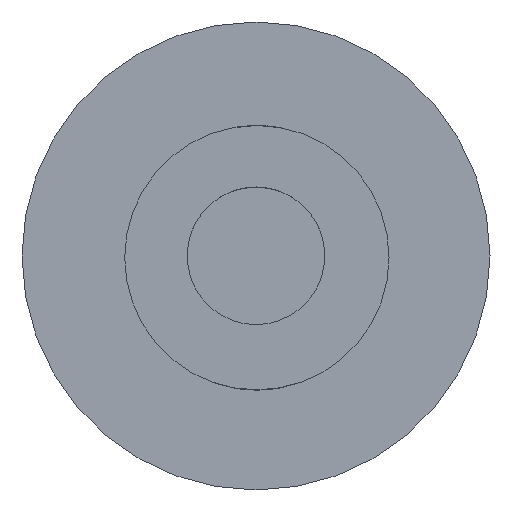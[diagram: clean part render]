
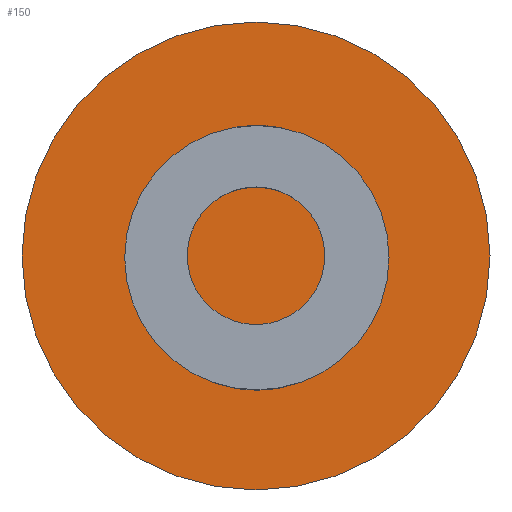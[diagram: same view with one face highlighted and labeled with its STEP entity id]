
A CAD part, top view. The second image highlights one B-rep face of the part: STEP entity #150.
In plain terms, the highlighted planar face has unit normal (0, 0, 1).
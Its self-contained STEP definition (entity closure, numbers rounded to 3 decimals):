
#22=PLANE('',#180);
#42=FACE_OUTER_BOUND('',#57,.T.);
#57=EDGE_LOOP('',(#133));
#74=CIRCLE('',#181,8.498);
#86=VERTEX_POINT('',#392);
#102=EDGE_CURVE('',#86,#86,#74,.T.);
#133=ORIENTED_EDGE('',*,*,#102,.F.);
#150=ADVANCED_FACE('',(#42),#22,.F.);
#180=AXIS2_PLACEMENT_3D('',#391,#215,#216);
#181=AXIS2_PLACEMENT_3D('',#393,#217,#218);
#215=DIRECTION('center_axis',(0.,0.,
-1.));
#216=DIRECTION('ref_axis',(-1.,0.,0.));
#217=DIRECTION('center_axis',(0.,0.,
-1.));
#218=DIRECTION('ref_axis',(1.,0.,0.));
#391=CARTESIAN_POINT('Origin',(-0.031,0.07,-132.106));
#392=CARTESIAN_POINT('',(-8.529,0.07,-132.106));
#393=CARTESIAN_POINT('Origin',(-0.031,0.07,-132.106));
